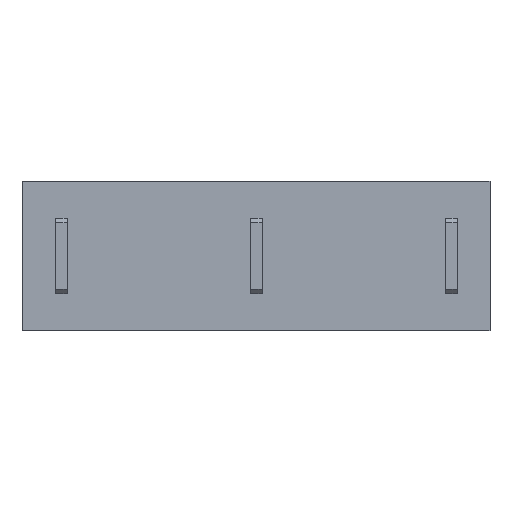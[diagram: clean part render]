
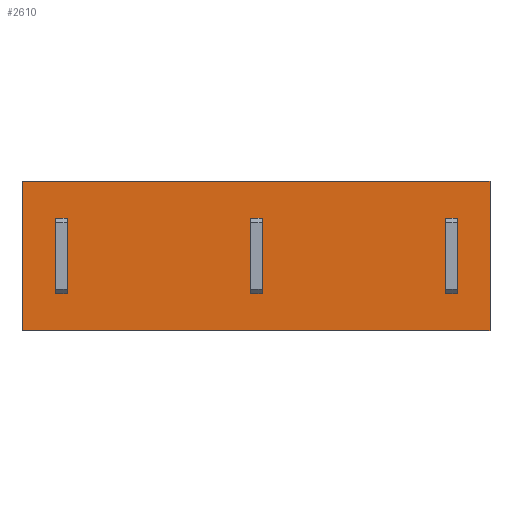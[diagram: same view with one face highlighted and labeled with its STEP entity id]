
A CAD part, front view. The second image highlights one B-rep face of the part: STEP entity #2610.
In plain terms, the highlighted planar face has unit normal (0, -1, 0).
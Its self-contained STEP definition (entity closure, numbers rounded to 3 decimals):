
#109=PLANE('',#2719);
#246=FACE_OUTER_BOUND('',#401,.T.);
#401=EDGE_LOOP('',(#2216,#2217,#2218,#2219));
#588=LINE('',#4771,#827);
#601=LINE('',#4806,#840);
#602=LINE('',#4809,#841);
#603=LINE('',#4810,#842);
#827=VECTOR('',#2974,10.);
#840=VECTOR('',#3011,10.);
#841=VECTOR('',#3014,10.);
#842=VECTOR('',#3015,10.);
#1224=VERTEX_POINT('',#4768);
#1225=VERTEX_POINT('',#4770);
#1235=VERTEX_POINT('',#4804);
#1236=VERTEX_POINT('',#4808);
#1560=EDGE_CURVE('',#1224,#1225,#588,.T.);
#1577=EDGE_CURVE('',#1235,#1225,#601,.T.);
#1578=EDGE_CURVE('',#1236,#1235,#602,.T.);
#1579=EDGE_CURVE('',#1236,#1224,#603,.T.);
#2216=ORIENTED_EDGE('',*,*,#1578,.T.);
#2217=ORIENTED_EDGE('',*,*,#1577,.T.);
#2218=ORIENTED_EDGE('',*,*,#1560,.F.);
#2219=ORIENTED_EDGE('',*,*,#1579,.F.);
#2610=ADVANCED_FACE('',(#246),#109,.T.);
#2719=AXIS2_PLACEMENT_3D('',#4807,#3012,#3013);
#2974=DIRECTION('',(1.,0.,0.));
#3011=DIRECTION('',(0.,0.,1.));
#3012=DIRECTION('center_axis',(0.,-1.,0.));
#3013=DIRECTION('ref_axis',(1.,0.,0.));
#3014=DIRECTION('',(1.,0.,0.));
#3015=DIRECTION('',(0.,0.,1.));
#4768=CARTESIAN_POINT('',(-5.25,-2.95,6.4));
#4770=CARTESIAN_POINT('',(14.75,-2.95,6.4));
#4771=CARTESIAN_POINT('',(-5.25,-2.95,6.4));
#4804=CARTESIAN_POINT('',(14.75,-2.95,0.));
#4806=CARTESIAN_POINT('',(14.75,-2.95,0.));
#4807=CARTESIAN_POINT('Origin',(-5.25,-2.95,0.));
#4808=CARTESIAN_POINT('',(-5.25,-2.95,0.));
#4809=CARTESIAN_POINT('',(-5.25,-2.95,0.));
#4810=CARTESIAN_POINT('',(-5.25,-2.95,0.));
